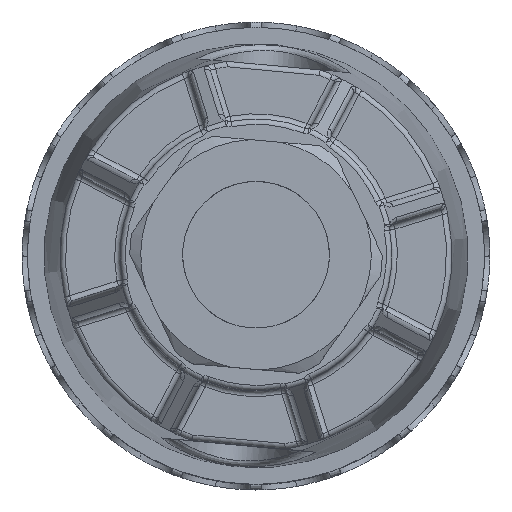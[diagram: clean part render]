
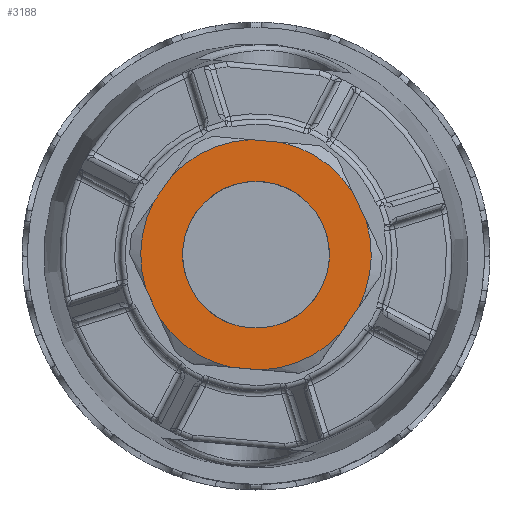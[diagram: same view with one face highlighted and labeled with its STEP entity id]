
A CAD part, top view. The second image highlights one B-rep face of the part: STEP entity #3188.
In plain terms, the highlighted planar face has unit normal (0, 0, 1).
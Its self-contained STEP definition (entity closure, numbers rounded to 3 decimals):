
#487=FACE_BOUND('',#6072,.T.);
#488=FACE_BOUND('',#6073,.T.);
#1377=CIRCLE('',#24602,6.75);
#1391=CIRCLE('',#24623,10.6);
#1392=CIRCLE('',#24625,10.6);
#1393=CIRCLE('',#24627,10.6);
#1394=CIRCLE('',#24629,10.6);
#1395=CIRCLE('',#24631,10.6);
#1396=CIRCLE('',#24633,10.6);
#1994=PLANE('',#24635);
#3188=ADVANCED_FACE('',(#487,#488),#1994,.T.);
#6072=EDGE_LOOP('',(#12363));
#6073=EDGE_LOOP('',(#12364,#12365,#12366,#12367,#12368,#12369,#12370,#12371,
#12372,#12373,#12374,#12375));
#12363=ORIENTED_EDGE('',*,*,#18792,.F.);
#12364=ORIENTED_EDGE('',*,*,#18819,.T.);
#12365=ORIENTED_EDGE('',*,*,#18836,.T.);
#12366=ORIENTED_EDGE('',*,*,#18821,.T.);
#12367=ORIENTED_EDGE('',*,*,#18837,.T.);
#12368=ORIENTED_EDGE('',*,*,#18824,.T.);
#12369=ORIENTED_EDGE('',*,*,#18838,.T.);
#12370=ORIENTED_EDGE('',*,*,#18827,.T.);
#12371=ORIENTED_EDGE('',*,*,#18839,.T.);
#12372=ORIENTED_EDGE('',*,*,#18830,.T.);
#12373=ORIENTED_EDGE('',*,*,#18840,.T.);
#12374=ORIENTED_EDGE('',*,*,#18833,.T.);
#12375=ORIENTED_EDGE('',*,*,#18841,.T.);
#15684=VERTEX_POINT('',#40394);
#15710=VERTEX_POINT('',#40456);
#15711=VERTEX_POINT('',#40458);
#15712=VERTEX_POINT('',#40465);
#15713=VERTEX_POINT('',#40466);
#15714=VERTEX_POINT('',#40477);
#15715=VERTEX_POINT('',#40478);
#15716=VERTEX_POINT('',#40489);
#15717=VERTEX_POINT('',#40490);
#15718=VERTEX_POINT('',#40501);
#15719=VERTEX_POINT('',#40502);
#15720=VERTEX_POINT('',#40513);
#15721=VERTEX_POINT('',#40514);
#18792=EDGE_CURVE('',#15684,#15684,#1377,.T.);
#18819=EDGE_CURVE('',#15711,#15710,#1391,.T.);
#18821=EDGE_CURVE('',#15712,#15713,#1392,.T.);
#18824=EDGE_CURVE('',#15714,#15715,#1393,.T.);
#18827=EDGE_CURVE('',#15716,#15717,#1394,.T.);
#18830=EDGE_CURVE('',#15718,#15719,#1395,.T.);
#18833=EDGE_CURVE('',#15720,#15721,#1396,.T.);
#18836=EDGE_CURVE('',#15710,#15712,#21053,.T.);
#18837=EDGE_CURVE('',#15713,#15714,#21054,.T.);
#18838=EDGE_CURVE('',#15715,#15716,#21055,.T.);
#18839=EDGE_CURVE('',#15717,#15718,#21056,.T.);
#18840=EDGE_CURVE('',#15719,#15720,#21057,.T.);
#18841=EDGE_CURVE('',#15721,#15711,#21058,.T.);
#21053=LINE('',#40524,#22789);
#21054=LINE('',#40525,#22790);
#21055=LINE('',#40526,#22791);
#21056=LINE('',#40527,#22792);
#21057=LINE('',#40528,#22793);
#21058=LINE('',#40529,#22794);
#22789=VECTOR('',#29350,1.);
#22790=VECTOR('',#29351,1.);
#22791=VECTOR('',#29352,1.);
#22792=VECTOR('',#29353,1.);
#22793=VECTOR('',#29354,1.);
#22794=VECTOR('',#29355,1.);
#24602=AXIS2_PLACEMENT_3D('',#40393,#29272,#29273);
#24623=AXIS2_PLACEMENT_3D('',#40457,#29326,#29327);
#24625=AXIS2_PLACEMENT_3D('',#40464,#29330,#29331);
#24627=AXIS2_PLACEMENT_3D('',#40476,#29334,#29335);
#24629=AXIS2_PLACEMENT_3D('',#40488,#29338,#29339);
#24631=AXIS2_PLACEMENT_3D('',#40500,#29342,#29343);
#24633=AXIS2_PLACEMENT_3D('',#40512,#29346,#29347);
#24635=AXIS2_PLACEMENT_3D('',#40530,#29356,#29357);
#29272=DIRECTION('',(0.,0.,1.));
#29273=DIRECTION('',(-0.996,0.087,0.));
#29326=DIRECTION('',(0.,0.,1.));
#29327=DIRECTION('',(-0.996,0.087,0.));
#29330=DIRECTION('',(0.,0.,1.));
#29331=DIRECTION('',(-0.996,0.087,0.));
#29334=DIRECTION('',(0.,0.,1.));
#29335=DIRECTION('',(-0.996,0.087,0.));
#29338=DIRECTION('',(0.,0.,1.));
#29339=DIRECTION('',(-0.996,0.087,0.));
#29342=DIRECTION('',(0.,0.,1.));
#29343=DIRECTION('',(-0.996,0.087,0.));
#29346=DIRECTION('',(0.,0.,1.));
#29347=DIRECTION('',(-0.996,0.087,0.));
#29350=DIRECTION('',(0.574,0.819,0.));
#29351=DIRECTION('',(-0.423,0.906,0.));
#29352=DIRECTION('',(-0.996,0.087,0.));
#29353=DIRECTION('',(-0.574,-0.819,0.));
#29354=DIRECTION('',(0.423,-0.906,0.));
#29355=DIRECTION('',(0.996,-0.087,0.));
#29356=DIRECTION('',(0.,0.,1.));
#29357=DIRECTION('',(0.996,-0.087,0.));
#40393=CARTESIAN_POINT('',(0.,0.,90.75));
#40394=CARTESIAN_POINT('',(-6.724,0.588,90.75));
#40456=CARTESIAN_POINT('',(7.768,-7.212,90.75));
#40457=CARTESIAN_POINT('',(0.,0.,90.75));
#40458=CARTESIAN_POINT('',(0.532,-10.587,90.75));
#40464=CARTESIAN_POINT('',(0.,0.,90.75));
#40465=CARTESIAN_POINT('',(9.434,-4.833,90.75));
#40466=CARTESIAN_POINT('',(10.13,3.121,90.75));
#40476=CARTESIAN_POINT('',(0.,0.,90.75));
#40477=CARTESIAN_POINT('',(8.902,5.754,90.75));
#40478=CARTESIAN_POINT('',(2.362,10.333,90.75));
#40488=CARTESIAN_POINT('',(0.,0.,90.75));
#40489=CARTESIAN_POINT('',(-0.532,10.587,90.75));
#40490=CARTESIAN_POINT('',(-7.768,7.212,90.75));
#40500=CARTESIAN_POINT('',(0.,0.,90.75));
#40501=CARTESIAN_POINT('',(-9.434,4.833,90.75));
#40502=CARTESIAN_POINT('',(-10.13,-3.121,90.75));
#40512=CARTESIAN_POINT('',(0.,0.,90.75));
#40513=CARTESIAN_POINT('',(-8.902,-5.754,90.75));
#40514=CARTESIAN_POINT('',(-2.362,-10.333,90.75));
#40524=CARTESIAN_POINT('',(5.124,-10.988,90.75));
#40525=CARTESIAN_POINT('',(12.078,-1.057,90.75));
#40526=CARTESIAN_POINT('',(6.954,9.932,90.75));
#40527=CARTESIAN_POINT('',(-5.124,10.988,90.75));
#40528=CARTESIAN_POINT('',(-12.078,1.057,90.75));
#40529=CARTESIAN_POINT('',(-6.954,-9.932,90.75));
#40530=CARTESIAN_POINT('',(0.924,10.56,90.75));
